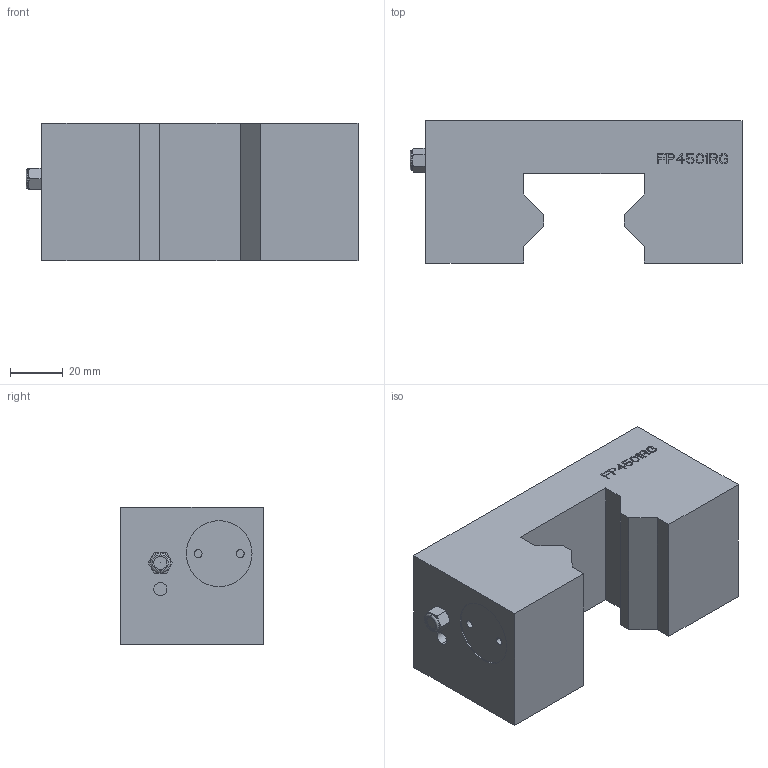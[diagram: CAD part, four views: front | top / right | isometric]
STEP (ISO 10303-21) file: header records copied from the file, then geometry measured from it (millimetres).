
FILE_DESCRIPTION((''),'2;1');
FILE_NAME('FP4501RG','2022-10-11T22:19:37',('lx'),(''),'CREO PARAMETRIC BY PTC INC, 2018100','CREO PARAMETRIC BY PTC INC, 2018100','');
FILE_SCHEMA(('CONFIG_CONTROL_DESIGN'));
Length unit declared in the file: millimetre
Products named in the file (1): FP4501RG
Bounding box: 126 x 54 x 52 mm (x, y, z)
Volume: 259352.6 mm3; surface area: 35612.4 mm2
Topology: 1 solids, 2 shells, 335 faces, 879 edges, 581 vertices
Faces by surface type: plane 269, cylinder 46, cone 16, torus 2, sphere 2
Entity records: 10287 total; most frequent: CARTESIAN_POINT 1907, ORIENTED_EDGE 1754, DIRECTION 1645, EDGE_CURVE 877, VECTOR 731, LINE 731, VERTEX_POINT 581, AXIS2_PLACEMENT_3D 457
